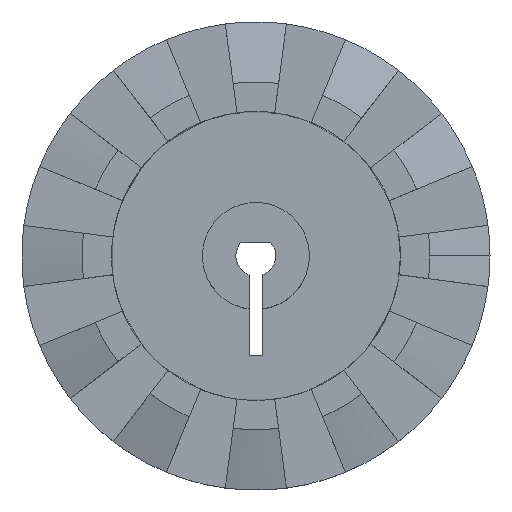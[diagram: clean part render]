
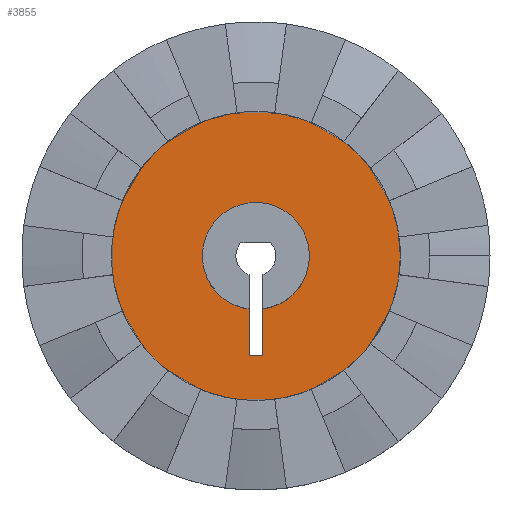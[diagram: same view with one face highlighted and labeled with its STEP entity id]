
A CAD part, top view. The second image highlights one B-rep face of the part: STEP entity #3855.
In plain terms, the highlighted planar face has unit normal (0, 0, 1).
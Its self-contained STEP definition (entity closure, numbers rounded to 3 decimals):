
#1097 = EDGE_CURVE('',#1098,#1098,#1100,.T.);
#1098 = VERTEX_POINT('',#1099);
#1099 = CARTESIAN_POINT('',(10.8,0.,1.5));
#1100 = CIRCLE('',#1101,10.8);
#1101 = AXIS2_PLACEMENT_3D('',#1102,#1103,#1104);
#1102 = CARTESIAN_POINT('',(0.,0.,1.5));
#1103 = DIRECTION('',(0.,0.,1.));
#1104 = DIRECTION('',(1.,0.,0.));
#3855 = ADVANCED_FACE('',(#3856,#3859),#3903,.T.);
#3856 = FACE_BOUND('',#3857,.T.);
#3857 = EDGE_LOOP('',(#3858));
#3858 = ORIENTED_EDGE('',*,*,#1097,.T.);
#3859 = FACE_BOUND('',#3860,.T.);
#3860 = EDGE_LOOP('',(#3861,#3872,#3881,#3889,#3897));
#3861 = ORIENTED_EDGE('',*,*,#3862,.F.);
#3862 = EDGE_CURVE('',#3863,#3865,#3867,.T.);
#3863 = VERTEX_POINT('',#3864);
#3864 = CARTESIAN_POINT('',(4.,0.,1.5));
#3865 = VERTEX_POINT('',#3866);
#3866 = CARTESIAN_POINT('',(-0.5,-3.969,1.5));
#3867 = CIRCLE('',#3868,4.);
#3868 = AXIS2_PLACEMENT_3D('',#3869,#3870,#3871);
#3869 = CARTESIAN_POINT('',(0.,0.,1.5));
#3870 = DIRECTION('',(0.,0.,1.));
#3871 = DIRECTION('',(1.,0.,0.));
#3872 = ORIENTED_EDGE('',*,*,#3873,.F.);
#3873 = EDGE_CURVE('',#3874,#3863,#3876,.T.);
#3874 = VERTEX_POINT('',#3875);
#3875 = CARTESIAN_POINT('',(0.5,-3.969,1.5));
#3876 = CIRCLE('',#3877,4.);
#3877 = AXIS2_PLACEMENT_3D('',#3878,#3879,#3880);
#3878 = CARTESIAN_POINT('',(0.,0.,1.5));
#3879 = DIRECTION('',(0.,0.,1.));
#3880 = DIRECTION('',(1.,0.,0.));
#3881 = ORIENTED_EDGE('',*,*,#3882,.F.);
#3882 = EDGE_CURVE('',#3883,#3874,#3885,.T.);
#3883 = VERTEX_POINT('',#3884);
#3884 = CARTESIAN_POINT('',(0.5,-7.414,1.5));
#3885 = LINE('',#3886,#3887);
#3886 = CARTESIAN_POINT('',(0.5,-3.707,1.5));
#3887 = VECTOR('',#3888,1.);
#3888 = DIRECTION('',(0.,1.,0.));
#3889 = ORIENTED_EDGE('',*,*,#3890,.F.);
#3890 = EDGE_CURVE('',#3891,#3883,#3893,.T.);
#3891 = VERTEX_POINT('',#3892);
#3892 = CARTESIAN_POINT('',(-0.5,-7.414,1.5));
#3893 = LINE('',#3894,#3895);
#3894 = CARTESIAN_POINT('',(-0.25,-7.414,1.5));
#3895 = VECTOR('',#3896,1.);
#3896 = DIRECTION('',(1.,0.,-0.));
#3897 = ORIENTED_EDGE('',*,*,#3898,.F.);
#3898 = EDGE_CURVE('',#3865,#3891,#3899,.T.);
#3899 = LINE('',#3900,#3901);
#3900 = CARTESIAN_POINT('',(-0.5,-0.707,1.5));
#3901 = VECTOR('',#3902,1.);
#3902 = DIRECTION('',(0.,-1.,0.));
#3903 = PLANE('',#3904);
#3904 = AXIS2_PLACEMENT_3D('',#3905,#3906,#3907);
#3905 = CARTESIAN_POINT('',(0.,0.,1.5));
#3906 = DIRECTION('',(0.,0.,1.));
#3907 = DIRECTION('',(1.,0.,0.));
